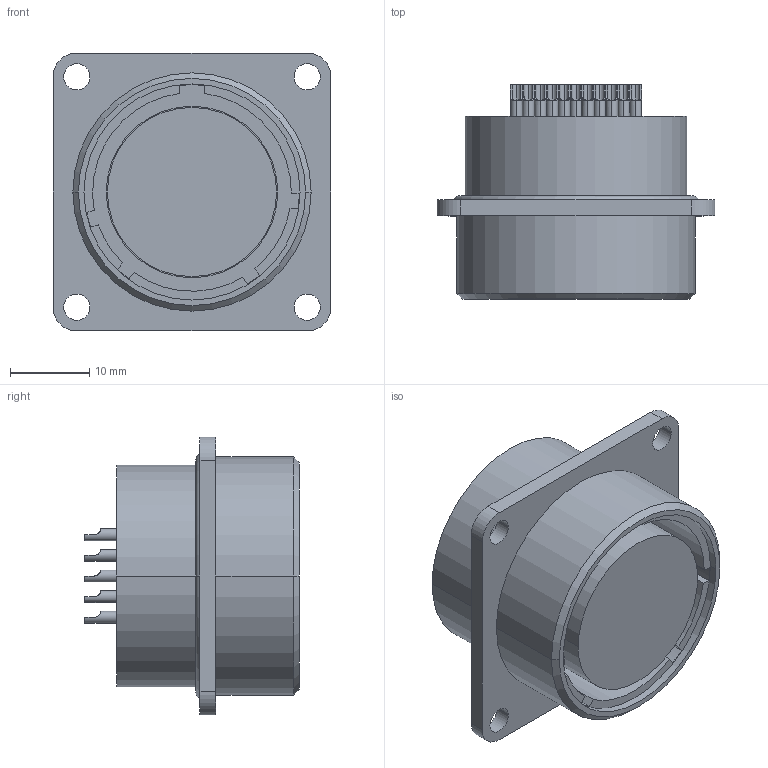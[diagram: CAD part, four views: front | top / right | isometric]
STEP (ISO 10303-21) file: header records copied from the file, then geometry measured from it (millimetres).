
FILE_DESCRIPTION(('CoCreate Modeling STEP Export'),'2;1');
FILE_NAME('JR25WR-24S.stp','2010-10-15T12:51:08',(''),(''),'CoCreate Modeling STEP processor for AP214 (Solid Model)','CoCreate Modeling 17.0 01-Apr-2010 (C) Parametric Technology GmbH','');
FILE_SCHEMA(('AUTOMOTIVE_DESIGN { 1 0 10303 214 1 1 1 1 }'));
Length unit declared in the file: millimetre
Products named in the file (1): JR25WR-24S
Bounding box: 35 x 27 x 35 mm (x, y, z)
Volume: 13557.9 mm3; surface area: 9051.7 mm2
Topology: 1 solids, 1 shells, 344 faces, 907 edges, 600 vertices
Faces by surface type: cylinder 184, plane 151, cone 5, torus 4
Entity records: 18633 total; most frequent: CARTESIAN_POINT 11156, ORIENTED_EDGE 1816, DIRECTION 1195, EDGE_CURVE 908, VERTEX_POINT 601, VECTOR 419, LINE 419, AXIS2_PLACEMENT_3D 388
